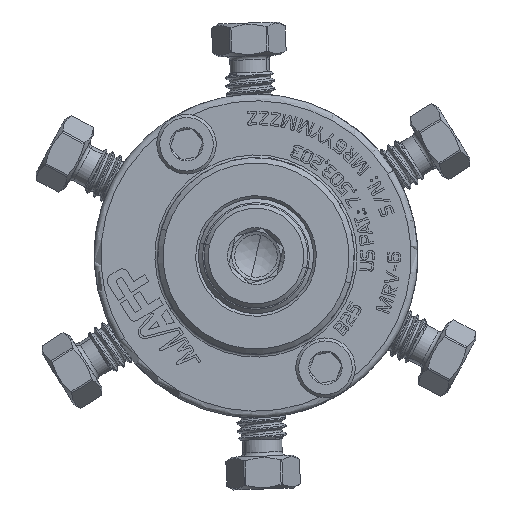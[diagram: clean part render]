
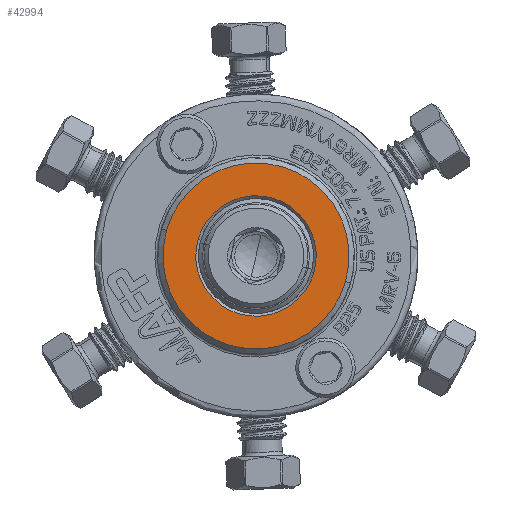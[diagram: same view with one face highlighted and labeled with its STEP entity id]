
A CAD part, left-side view. The second image highlights one B-rep face of the part: STEP entity #42994.
In plain terms, the highlighted planar face has unit normal (-1, 0, 0).
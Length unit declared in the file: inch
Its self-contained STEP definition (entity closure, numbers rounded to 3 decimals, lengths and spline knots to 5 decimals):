
#1500 = DIRECTION ( 'NONE',  ( 0., 0.962, 0.273 ) ) ;
#1852 = VERTEX_POINT ( 'NONE', #17900 ) ;
#2987 = CARTESIAN_POINT ( 'NONE',  ( -4.07521, 0.21067, 0.02939 ) ) ;
#9732 = ORIENTED_EDGE ( 'NONE', *, *, #54782, .T. ) ;
#10602 = ORIENTED_EDGE ( 'NONE', *, *, #75439, .T. ) ;
#10806 = VERTEX_POINT ( 'NONE', #2987 ) ;
#12831 = EDGE_LOOP ( 'NONE', ( #15830, #58722 ) ) ;
#15255 = CIRCLE ( 'NONE', #31081, 0.229 ) ;
#15830 = ORIENTED_EDGE ( 'NONE', *, *, #27648, .T. ) ;
#16437 = VERTEX_POINT ( 'NONE', #30720 ) ;
#16840 = DIRECTION ( 'NONE',  ( -1., 0., 0. ) ) ;
#17900 = CARTESIAN_POINT ( 'NONE',  ( -4.07521, 0.33067, 0.06348 ) ) ;
#20279 = CIRCLE ( 'NONE', #25495, 0.35375 ) ;
#21479 = CARTESIAN_POINT ( 'NONE',  ( -4.07521, -0.00962, -0.03318 ) ) ;
#23677 = EDGE_LOOP ( 'NONE', ( #9732, #10602 ) ) ;
#23739 = DIRECTION ( 'NONE',  ( 0., 0.962, 0.273 ) ) ;
#24332 = CARTESIAN_POINT ( 'NONE',  ( -4.07521, -0.00962, -0.03318 ) ) ;
#24678 = PLANE ( 'NONE',  #48277 ) ;
#25495 = AXIS2_PLACEMENT_3D ( 'NONE', #24332, #16840, #23739 ) ;
#27648 = EDGE_CURVE ( 'Defeatured_1_1+Defeatured_1_866+Defeatured_1_866+Defeatured_1_866', #53592, #10806, #15255, .T. ) ;
#27677 = DIRECTION ( 'NONE',  ( 0., 0.962, 0.273 ) ) ;
#28829 = CARTESIAN_POINT ( 'NONE',  ( -4.07521, -0.00962, -0.03318 ) ) ;
#30720 = CARTESIAN_POINT ( 'NONE',  ( -4.07521, -0.3499, -0.12984 ) ) ;
#31081 = AXIS2_PLACEMENT_3D ( 'NONE', #36407, #34045, #34633 ) ;
#34045 = DIRECTION ( 'NONE',  ( 1., 0., 0. ) ) ;
#34633 = DIRECTION ( 'NONE',  ( 0., 0.962, 0.273 ) ) ;
#35600 = CIRCLE ( 'NONE', #69501, 0.229 ) ;
#36407 = CARTESIAN_POINT ( 'NONE',  ( -4.07521, -0.00962, -0.03318 ) ) ;
#42968 = CARTESIAN_POINT ( 'NONE',  ( -4.07521, -0.2299, -0.09575 ) ) ;
#42994 = ADVANCED_FACE ( 'Defeatured_1_1', ( #80343, #80773 ), #24678, .F. ) ;
#47041 = AXIS2_PLACEMENT_3D ( 'NONE', #21479, #70823, #1500 ) ;
#48277 = AXIS2_PLACEMENT_3D ( 'NONE', #86462, #65418, #27677 ) ;
#53592 = VERTEX_POINT ( 'NONE', #42968 ) ;
#54782 = EDGE_CURVE ( 'Defeatured_1_1+Defeatured_1_674+Defeatured_1_674+Defeatured_1_674', #1852, #16437, #20279, .T. ) ;
#58722 = ORIENTED_EDGE ( 'NONE', *, *, #82525, .T. ) ;
#63792 = DIRECTION ( 'NONE',  ( 1., 0., 0. ) ) ;
#65418 = DIRECTION ( 'NONE',  ( 1., 0., 0. ) ) ;
#69501 = AXIS2_PLACEMENT_3D ( 'NONE', #28829, #63792, #70018 ) ;
#70018 = DIRECTION ( 'NONE',  ( 0., 0.962, 0.273 ) ) ;
#70823 = DIRECTION ( 'NONE',  ( -1., 0., 0. ) ) ;
#74776 = CIRCLE ( 'NONE', #47041, 0.35375 ) ;
#75439 = EDGE_CURVE ( 'Defeatured_1_1+Defeatured_1_674+Defeatured_1_674+Defeatured_1_674', #16437, #1852, #74776, .T. ) ;
#80343 = FACE_OUTER_BOUND ( 'NONE', #23677, .T. ) ;
#80773 = FACE_BOUND ( 'NONE', #12831, .T. ) ;
#82525 = EDGE_CURVE ( 'Defeatured_1_1+Defeatured_1_866+Defeatured_1_866+Defeatured_1_866', #10806, #53592, #35600, .T. ) ;
#86462 = CARTESIAN_POINT ( 'NONE',  ( -4.07521, -0.00962, -0.03318 ) ) ;
